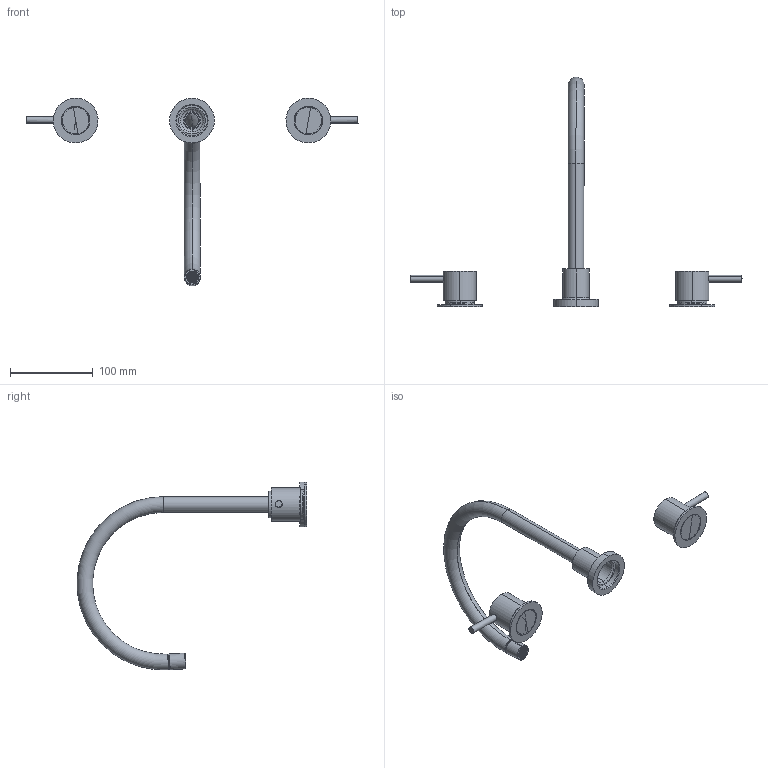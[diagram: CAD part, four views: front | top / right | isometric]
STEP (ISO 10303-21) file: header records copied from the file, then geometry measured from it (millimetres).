
FILE_DESCRIPTION (( 'STEP AP214' ), '1' );
FILE_NAME ('SUSSEX_SCALA_SHSIS_hob_sink_set_curved_shell.STEP', '2021-07-29T06:15:28', ( '' ), ( '' ), 'SwSTEP 2.0', 'SolidWorks 2020', '' );
FILE_SCHEMA (( 'AUTOMOTIVE_DESIGN' ));
Length unit declared in the file: millimetre
Products named in the file (1): SUSSEX_SCALA_SHSIS_hob_sink_set_curved_shell
Bounding box: 400.28 x 277.24 x 226.35 mm (x, y, z)
Volume: 190126.8 mm3; surface area: 105652.1 mm2
Topology: 12 solids, 12 shells, 2139 faces, 6204 edges, 4115 vertices
Faces by surface type: plane 1859, cone 118, cylinder 93, bspline 57, torus 12
Entity records: 92904 total; most frequent: CARTESIAN_POINT 15381, ORIENTED_EDGE 12396, DIRECTION 10005, EDGE_CURVE 6198, LINE 5183, VECTOR 5183, VERTEX_POINT 4115, EDGE_LOOP 2653
